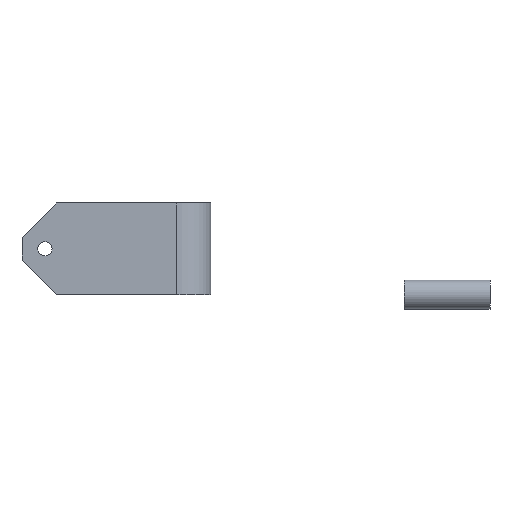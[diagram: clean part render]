
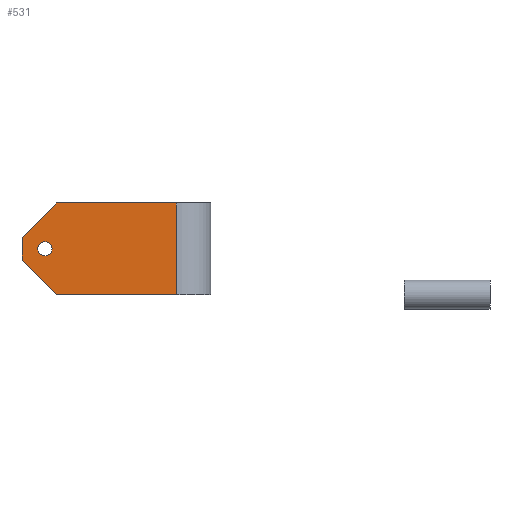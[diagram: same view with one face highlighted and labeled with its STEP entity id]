
A CAD part, front view. The second image highlights one B-rep face of the part: STEP entity #531.
In plain terms, the highlighted planar face has unit normal (0, -1, 0).
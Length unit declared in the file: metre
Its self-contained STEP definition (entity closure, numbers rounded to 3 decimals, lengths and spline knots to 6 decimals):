
#32=LINE('',#806,#87);
#35=LINE('',#814,#90);
#36=LINE('',#817,#91);
#37=LINE('',#818,#92);
#38=LINE('',#820,#93);
#39=LINE('',#822,#94);
#87=VECTOR('',#646,1.);
#90=VECTOR('',#653,1.);
#91=VECTOR('',#654,1.);
#92=VECTOR('',#655,1.);
#93=VECTOR('',#656,1.);
#94=VECTOR('',#657,1.);
#147=ORIENTED_EDGE('',*,*,#296,.F.);
#148=ORIENTED_EDGE('',*,*,#297,.T.);
#149=ORIENTED_EDGE('',*,*,#298,.T.);
#150=ORIENTED_EDGE('',*,*,#293,.T.);
#151=ORIENTED_EDGE('',*,*,#299,.T.);
#152=ORIENTED_EDGE('',*,*,#300,.F.);
#153=ORIENTED_EDGE('',*,*,#301,.F.);
#293=EDGE_CURVE('',#368,#369,#32,.T.);
#296=EDGE_CURVE('',#370,#370,#414,.T.);
#297=EDGE_CURVE('',#371,#372,#35,.T.);
#298=EDGE_CURVE('',#372,#368,#36,.F.);
#299=EDGE_CURVE('',#369,#373,#37,.T.);
#300=EDGE_CURVE('',#374,#373,#38,.T.);
#301=EDGE_CURVE('',#371,#374,#39,.T.);
#368=VERTEX_POINT('',#807);
#369=VERTEX_POINT('',#808);
#370=VERTEX_POINT('',#813);
#371=VERTEX_POINT('',#815);
#372=VERTEX_POINT('',#816);
#373=VERTEX_POINT('',#819);
#374=VERTEX_POINT('',#821);
#414=CIRCLE('',#586,0.00125);
#434=EDGE_LOOP('',(#147));
#435=EDGE_LOOP('',(#148,#149,#150,#151,#152,#153));
#473=FACE_BOUND('',#434,.T.);
#474=FACE_BOUND('',#435,.T.);
#511=PLANE('',#585);
#531=ADVANCED_FACE('',(#473,#474),#511,.T.);
#585=AXIS2_PLACEMENT_3D('',#811,#649,#650);
#586=AXIS2_PLACEMENT_3D('',#812,#651,#652);
#646=DIRECTION('',(0.,0.,-1.));
#649=DIRECTION('',(0.,-1.,0.));
#650=DIRECTION('',(0.,0.,-1.));
#651=DIRECTION('',(0.,-1.,0.));
#652=DIRECTION('',(0.,0.,-1.));
#653=DIRECTION('',(-1.,0.,0.));
#654=DIRECTION('',(0.707,0.,0.707));
#655=DIRECTION('',(0.707,0.,-0.707));
#656=DIRECTION('',(-1.,0.,0.));
#657=DIRECTION('',(0.,0.,-1.));
#806=CARTESIAN_POINT('',(-0.066818,0.,0.016));
#807=CARTESIAN_POINT('',(-0.066818,0.,0.01));
#808=CARTESIAN_POINT('',(-0.066818,0.,0.006));
#811=CARTESIAN_POINT('',(-0.053318,0.,0.016));
#812=CARTESIAN_POINT('',(-0.062818,0.,0.008));
#813=CARTESIAN_POINT('',(-0.062818,0.,0.00675));
#814=CARTESIAN_POINT('',(-0.053318,0.,0.016));
#815=CARTESIAN_POINT('',(-0.039818,0.,0.016));
#816=CARTESIAN_POINT('',(-0.060818,0.,0.016));
#817=CARTESIAN_POINT('',(-0.057068,0.,0.01975));
#818=CARTESIAN_POINT('',(-0.065068,0.,0.00425));
#819=CARTESIAN_POINT('',(-0.060818,0.,0.));
#820=CARTESIAN_POINT('',(-0.053318,0.,0.));
#821=CARTESIAN_POINT('',(-0.039818,0.,0.));
#822=CARTESIAN_POINT('',(-0.039818,0.,0.016));
